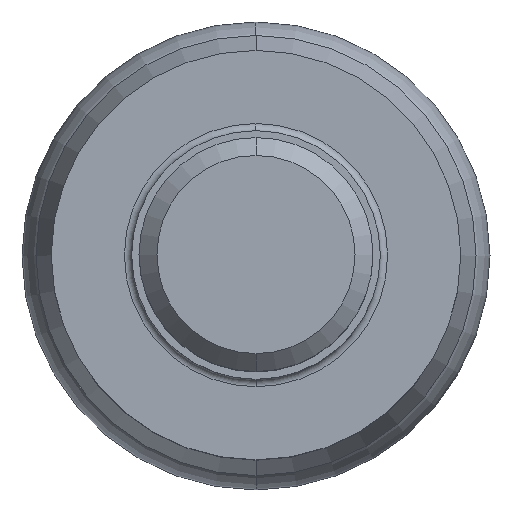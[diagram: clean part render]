
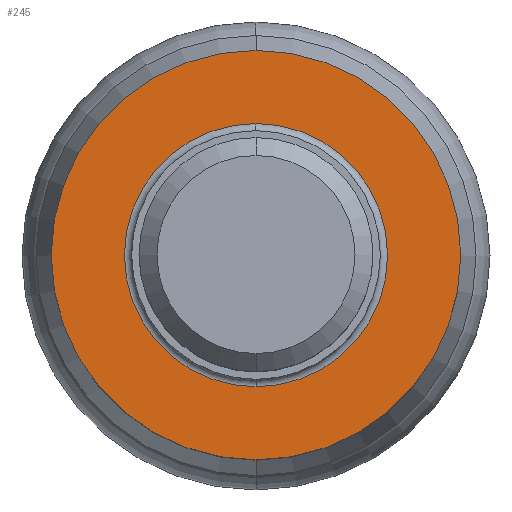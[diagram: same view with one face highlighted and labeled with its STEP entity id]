
A CAD part, top view. The second image highlights one B-rep face of the part: STEP entity #245.
In plain terms, the highlighted planar face has unit normal (0, 0, 1).
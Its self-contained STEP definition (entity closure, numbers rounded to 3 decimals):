
#187=VERTEX_POINT('',#471);
#193=VERTEX_POINT('',#477);
#201=VERTEX_POINT('',#486);
#245=ADVANCED_FACE('',(#535,#536),#537,.T.);
#303=EDGE_CURVE('',#187,#201,#601,.T.);
#305=EDGE_CURVE('',#201,#187,#603,.T.);
#313=EDGE_CURVE('',#193,#361,#611,.T.);
#361=VERTEX_POINT('',#667);
#373=EDGE_CURVE('',#361,#193,#679,.T.);
#471=CARTESIAN_POINT('',(0.0,14.0,0.0));
#477=CARTESIAN_POINT('',(0.0,9.0,0.0));
#486=CARTESIAN_POINT('',(0.,-14.0,0.0));
#535=FACE_OUTER_BOUND('',#868,.T.);
#536=FACE_BOUND('',#869,.T.);
#537=PLANE('',#870);
#601=CIRCLE('',#946,14.0);
#603=CIRCLE('',#949,14.0);
#611=CIRCLE('',#961,9.0);
#667=CARTESIAN_POINT('',(0.,-9.0,0.0));
#679=CIRCLE('',#1045,9.0);
#868=EDGE_LOOP('',(#1257,#1258));
#869=EDGE_LOOP('',(#1259,#1260));
#870=AXIS2_PLACEMENT_3D('',#1261,#1262,#1263);
#946=AXIS2_PLACEMENT_3D('',#1334,#1335,#1336);
#949=AXIS2_PLACEMENT_3D('',#1337,#1338,#1339);
#961=AXIS2_PLACEMENT_3D('',#1344,#1345,#1346);
#1045=AXIS2_PLACEMENT_3D('',#1438,#1439,#1440);
#1257=ORIENTED_EDGE('',*,*,#303,.F.);
#1258=ORIENTED_EDGE('',*,*,#305,.F.);
#1259=ORIENTED_EDGE('',*,*,#313,.T.);
#1260=ORIENTED_EDGE('',*,*,#373,.T.);
#1261=CARTESIAN_POINT('',(0.0,7.0,0.0));
#1262=DIRECTION('',(-0.0,0.0,1.0));
#1263=DIRECTION('',(0.0,-1.0,0.0));
#1334=CARTESIAN_POINT('',(0.0,0.0,0.0));
#1335=DIRECTION('',(0.0,0.0,-1.0));
#1336=DIRECTION('',(0.0,1.0,0.0));
#1337=CARTESIAN_POINT('',(0.0,0.0,0.0));
#1338=DIRECTION('',(0.0,0.0,-1.0));
#1339=DIRECTION('',(0.0,1.0,0.0));
#1344=CARTESIAN_POINT('',(0.0,0.0,0.0));
#1345=DIRECTION('',(0.0,0.0,-1.0));
#1346=DIRECTION('',(0.0,1.0,0.0));
#1438=CARTESIAN_POINT('',(0.0,0.0,0.0));
#1439=DIRECTION('',(0.0,0.0,-1.0));
#1440=DIRECTION('',(0.0,1.0,0.0));
